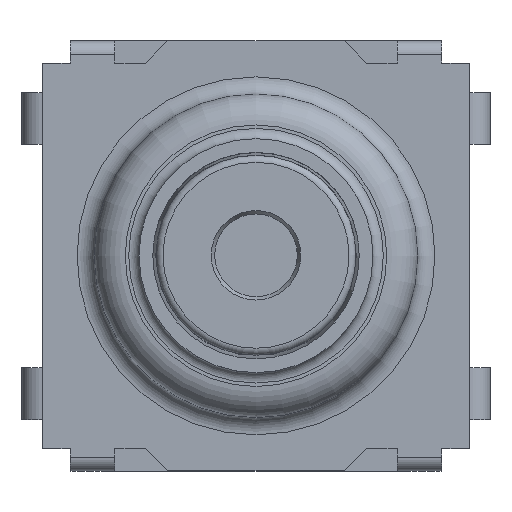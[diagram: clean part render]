
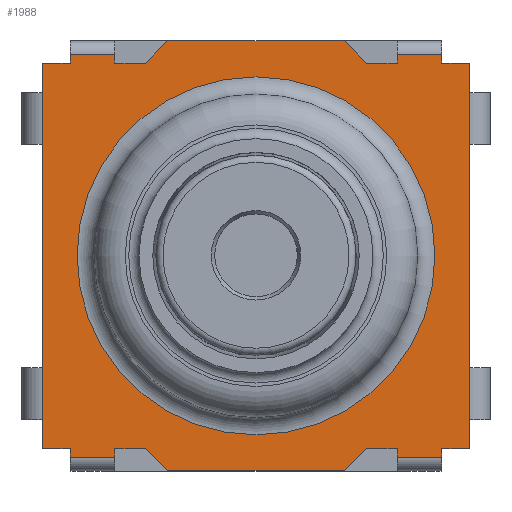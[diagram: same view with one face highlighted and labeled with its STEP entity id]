
A CAD part, top view. The second image highlights one B-rep face of the part: STEP entity #1988.
In plain terms, the highlighted planar face has unit normal (0, 0, 1).
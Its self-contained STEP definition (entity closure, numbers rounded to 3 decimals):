
#13=DIRECTION('',(0.,0.,1.));
#27=VECTOR('',#28,1.);
#28=DIRECTION('',(1.,0.,0.));
#56=VECTOR('',#57,1.);
#57=DIRECTION('',(1.,0.,0.));
#76=DIRECTION('',(0.,1.,0.));
#120=VECTOR('',#121,1.);
#121=DIRECTION('',(0.,-1.,0.));
#156=VECTOR('',#76,1.);
#163=VECTOR('',#164,1.);
#164=DIRECTION('',(-1.,0.,0.));
#425=VECTOR('',#426,1.);
#426=DIRECTION('',(0.,-1.,0.));
#441=DIRECTION('',(-1.,0.,0.));
#485=VECTOR('',#486,1.);
#486=DIRECTION('',(0.707,-0.707,0.));
#679=VECTOR('',#680,1.);
#680=DIRECTION('',(-1.,0.,0.));
#1180=VECTOR('',#441,1.);
#1252=VERTEX_POINT('',#1253);
#1253=CARTESIAN_POINT('',(-2.05,-2.8,2.9));
#1255=ORIENTED_EDGE('',*,*,#1256,.T.);
#1256=EDGE_CURVE('',#1252,#1257,#1259,.T.);
#1257=VERTEX_POINT('',#1258);
#1258=CARTESIAN_POINT('',(-1.61,-2.8,2.9));
#1259=LINE('',#1260,#27);
#1260=CARTESIAN_POINT('',(-3.1,-2.8,2.9));
#1280=VECTOR('',#1281,1.);
#1281=DIRECTION('',(1.,0.,0.));
#1285=VECTOR('',#1286,1.);
#1286=DIRECTION('',(0.707,0.707,0.));
#1293=VERTEX_POINT('',#1294);
#1294=CARTESIAN_POINT('',(1.61,-2.8,2.9));
#1296=ORIENTED_EDGE('',*,*,#1297,.T.);
#1297=EDGE_CURVE('',#1293,#1298,#1259,.T.);
#1298=VERTEX_POINT('',#1299);
#1299=CARTESIAN_POINT('',(2.05,-2.8,2.9));
#1662=VECTOR('',#1663,1.);
#1663=DIRECTION('',(0.,1.,0.));
#1678=DIRECTION('',(1.,0.,0.));
#1839=VERTEX_POINT('',#1840);
#1840=CARTESIAN_POINT('',(3.1,-2.8,2.9));
#1842=ORIENTED_EDGE('',*,*,#1843,.T.);
#1843=EDGE_CURVE('',#1839,#1844,#1846,.T.);
#1844=VERTEX_POINT('',#1845);
#1845=CARTESIAN_POINT('',(3.1,2.8,2.9));
#1846=LINE('',#1840,#156);
#1868=VERTEX_POINT('',#1869);
#1869=CARTESIAN_POINT('',(2.05,-2.925,2.9));
#1873=EDGE_CURVE('',#1298,#1868,#1874,.T.);
#1874=LINE('',#1299,#425);
#1901=VERTEX_POINT('',#1902);
#1902=CARTESIAN_POINT('',(-2.05,-2.925,2.9));
#1905=ORIENTED_EDGE('',*,*,#1906,.F.);
#1906=EDGE_CURVE('',#1252,#1901,#1907,.T.);
#1907=LINE('',#1253,#425);
#1919=VERTEX_POINT('',#1920);
#1920=CARTESIAN_POINT('',(-3.1,2.8,2.9));
#1922=ORIENTED_EDGE('',*,*,#1923,.T.);
#1923=EDGE_CURVE('',#1919,#1924,#1925,.T.);
#1924=VERTEX_POINT('',#1260);
#1925=LINE('',#1920,#120);
#1941=VERTEX_POINT('',#1942);
#1942=CARTESIAN_POINT('',(-2.7,-2.8,2.9));
#1944=ORIENTED_EDGE('',*,*,#1945,.T.);
#1945=EDGE_CURVE('',#1941,#1946,#1948,.T.);
#1946=VERTEX_POINT('',#1947);
#1947=CARTESIAN_POINT('',(-2.7,-2.925,2.9));
#1948=LINE('',#1942,#425);
#1969=ORIENTED_EDGE('',*,*,#1970,.T.);
#1970=EDGE_CURVE('',#1924,#1941,#1259,.T.);
#1976=ORIENTED_EDGE('',*,*,#1977,.T.);
#1977=EDGE_CURVE('',#1257,#1978,#1980,.T.);
#1978=VERTEX_POINT('',#1979);
#1979=CARTESIAN_POINT('',(-1.285,-3.125,2.9));
#1980=LINE('',#1258,#485);
#1988=ADVANCED_FACE('',(#1989,#2076),#2085,.T.);
#1989=FACE_BOUND('',#1990,.T.);
#1990=EDGE_LOOP('',(#1969,#1944,#1991,#1905,#1255,#1976,#1994,#1999,#1296,#2002,#2003,#2008,#2013,#1842,#2015,#2020,#2025,#2031,#2036,#2040,#2045,#2050,#2055,#2059,#2064,#2069,#2074,#1922));
#1991=ORIENTED_EDGE('',*,*,#1992,.F.);
#1992=EDGE_CURVE('',#1901,#1946,#1993,.T.);
#1993=LINE('',#1902,#1180);
#1994=ORIENTED_EDGE('',*,*,#1995,.T.);
#1995=EDGE_CURVE('',#1978,#1996,#1998,.T.);
#1996=VERTEX_POINT('',#1997);
#1997=CARTESIAN_POINT('',(1.285,-3.125,2.9));
#1998=LINE('',#1979,#1280);
#1999=ORIENTED_EDGE('',*,*,#2000,.T.);
#2000=EDGE_CURVE('',#1996,#1293,#2001,.T.);
#2001=LINE('',#1997,#1285);
#2002=ORIENTED_EDGE('',*,*,#1873,.T.);
#2003=ORIENTED_EDGE('',*,*,#2004,.T.);
#2004=EDGE_CURVE('',#1868,#2005,#2007,.T.);
#2005=VERTEX_POINT('',#2006);
#2006=CARTESIAN_POINT('',(2.7,-2.925,2.9));
#2007=LINE('',#1869,#56);
#2008=ORIENTED_EDGE('',*,*,#2009,.F.);
#2009=EDGE_CURVE('',#2010,#2005,#2012,.T.);
#2010=VERTEX_POINT('',#2011);
#2011=CARTESIAN_POINT('',(2.7,-2.8,2.9));
#2012=LINE('',#2011,#425);
#2013=ORIENTED_EDGE('',*,*,#2014,.T.);
#2014=EDGE_CURVE('',#2010,#1839,#1259,.T.);
#2015=ORIENTED_EDGE('',*,*,#2016,.T.);
#2016=EDGE_CURVE('',#1844,#2017,#2019,.T.);
#2017=VERTEX_POINT('',#2018);
#2018=CARTESIAN_POINT('',(2.7,2.8,2.9));
#2019=LINE('',#1845,#163);
#2020=ORIENTED_EDGE('',*,*,#2021,.T.);
#2021=EDGE_CURVE('',#2017,#2022,#2024,.T.);
#2022=VERTEX_POINT('',#2023);
#2023=CARTESIAN_POINT('',(2.7,2.925,2.9));
#2024=LINE('',#2018,#1662);
#2025=ORIENTED_EDGE('',*,*,#2026,.F.);
#2026=EDGE_CURVE('',#2027,#2022,#2029,.T.);
#2027=VERTEX_POINT('',#2028);
#2028=CARTESIAN_POINT('',(2.05,2.925,2.9));
#2029=LINE('',#2028,#2030);
#2030=VECTOR('',#1678,1.);
#2031=ORIENTED_EDGE('',*,*,#2032,.F.);
#2032=EDGE_CURVE('',#2033,#2027,#2035,.T.);
#2033=VERTEX_POINT('',#2034);
#2034=CARTESIAN_POINT('',(2.05,2.8,2.9));
#2035=LINE('',#2034,#1662);
#2036=ORIENTED_EDGE('',*,*,#2037,.T.);
#2037=EDGE_CURVE('',#2033,#2038,#2019,.T.);
#2038=VERTEX_POINT('',#2039);
#2039=CARTESIAN_POINT('',(1.61,2.8,2.9));
#2040=ORIENTED_EDGE('',*,*,#2041,.F.);
#2041=EDGE_CURVE('',#2042,#2038,#2044,.T.);
#2042=VERTEX_POINT('',#2043);
#2043=CARTESIAN_POINT('',(1.285,3.125,2.9));
#2044=LINE('',#2043,#485);
#2045=ORIENTED_EDGE('',*,*,#2046,.F.);
#2046=EDGE_CURVE('',#2047,#2042,#2049,.T.);
#2047=VERTEX_POINT('',#2048);
#2048=CARTESIAN_POINT('',(-1.285,3.125,2.9));
#2049=LINE('',#2048,#2030);
#2050=ORIENTED_EDGE('',*,*,#2051,.F.);
#2051=EDGE_CURVE('',#2052,#2047,#2054,.T.);
#2052=VERTEX_POINT('',#2053);
#2053=CARTESIAN_POINT('',(-1.61,2.8,2.9));
#2054=LINE('',#2053,#1285);
#2055=ORIENTED_EDGE('',*,*,#2056,.T.);
#2056=EDGE_CURVE('',#2052,#2057,#2019,.T.);
#2057=VERTEX_POINT('',#2058);
#2058=CARTESIAN_POINT('',(-2.05,2.8,2.9));
#2059=ORIENTED_EDGE('',*,*,#2060,.T.);
#2060=EDGE_CURVE('',#2057,#2061,#2063,.T.);
#2061=VERTEX_POINT('',#2062);
#2062=CARTESIAN_POINT('',(-2.05,2.925,2.9));
#2063=LINE('',#2058,#1662);
#2064=ORIENTED_EDGE('',*,*,#2065,.T.);
#2065=EDGE_CURVE('',#2061,#2066,#2068,.T.);
#2066=VERTEX_POINT('',#2067);
#2067=CARTESIAN_POINT('',(-2.7,2.925,2.9));
#2068=LINE('',#2062,#679);
#2069=ORIENTED_EDGE('',*,*,#2070,.F.);
#2070=EDGE_CURVE('',#2071,#2066,#2073,.T.);
#2071=VERTEX_POINT('',#2072);
#2072=CARTESIAN_POINT('',(-2.7,2.8,2.9));
#2073=LINE('',#2072,#1662);
#2074=ORIENTED_EDGE('',*,*,#2075,.T.);
#2075=EDGE_CURVE('',#2071,#1919,#2019,.T.);
#2076=FACE_BOUND('',#2077,.T.);
#2077=EDGE_LOOP('',(#2078));
#2078=ORIENTED_EDGE('',*,*,#2079,.F.);
#2079=EDGE_CURVE('',#2080,#2080,#2082,.T.);
#2080=VERTEX_POINT('',#2081);
#2081=CARTESIAN_POINT('',(2.6,0.,2.9));
#2082=CIRCLE('',#2083,2.6);
#2083=AXIS2_PLACEMENT_3D('',#2084,#13,#28);
#2084=CARTESIAN_POINT('',(0.,0.,2.9));
#2085=PLANE('',#2083);
